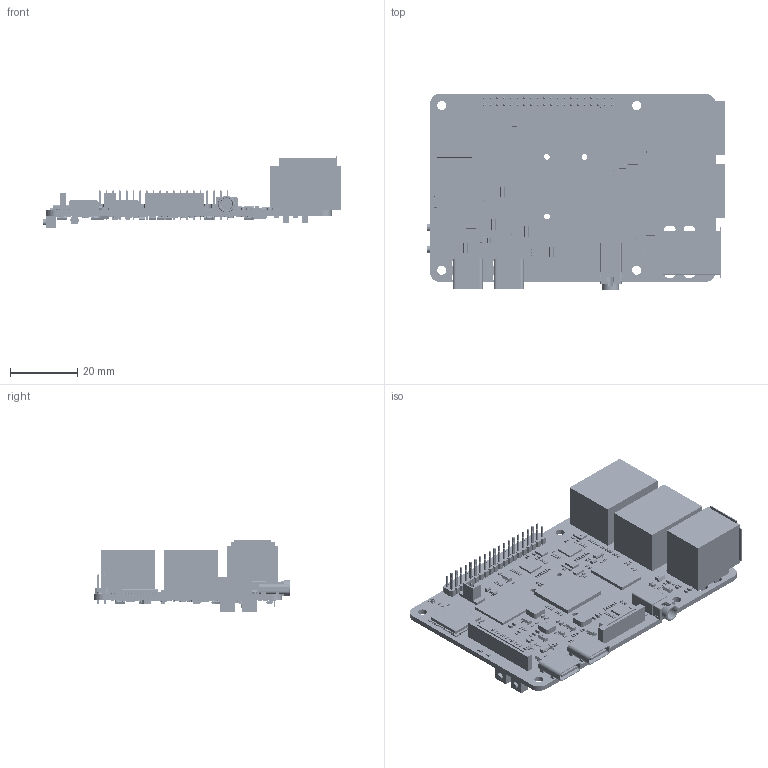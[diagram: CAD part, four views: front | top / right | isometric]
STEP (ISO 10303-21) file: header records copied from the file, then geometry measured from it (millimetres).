
FILE_DESCRIPTION((''),'2;1');
FILE_NAME('MODEL-S-PCBA_ASM','2024-05-24T15:34:20',('煌煌'),(''),'CREO PARAMETRIC BY PTC INC, 2018050','CREO PARAMETRIC BY PTC INC, 2018050','');
FILE_SCHEMA(('AUTOMOTIVE_DESIGN { 1 0 10303 214 1 1 1 1 }'));
Products named in the file (42): MODEL-S-PCB-TOP; MODEL-S-PCB-BOT; 16P-90D-TYPC; PJ342; WANGKOU-1; BREP_265; BREP_396; BREP_404; ASM0001_ASM; TIANXIAN-ZUOZI; 40PIN-FPC-PAIZUO; 24PIN-FPC-PAIZUO; IC-01; IC-02; IC-03; IC-04; SWTICH-C; USB____; 2PIN-1D25; U517-IC; ESD0402; SOT-23-5-IC; JEU0524P-IC; SOT-323-MOS-GUAN; SOT-23-SANJIGUAN; SOD-123-ERJIBUAN; PTC-1206SMD; SMA-TVS-GUAN; SOT-23-IC; JITI-3225; SWPA252012S; RC0402; C0402; C0603; SOD-323-TVS; RC0603; GONGLVDIANGAN; IC-4X4; JITI-3215; LVSHAI-LED ...
Assembly tree (560 placements, depth 3):
  MODEL-S-PCBA_ASM
    MODEL-S-PCB-TOP
    MODEL-S-PCB-BOT
    16P-90D-TYPC  x2
    PJ342
    WANGKOU-1  x2
    BREP_265  x20
    ASM0001_ASM
      BREP_396
      BREP_404
    TIANXIAN-ZUOZI
    40PIN-FPC-PAIZUO
    24PIN-FPC-PAIZUO
    IC-01
    IC-02
    IC-03
    IC-04  x2
    SWTICH-C  x2
    USB____
    2PIN-1D25
    U517-IC
    ESD0402  x13
    SOT-23-5-IC  x11
    JEU0524P-IC  x3
    SOT-323-MOS-GUAN  x7
    SOT-23-SANJIGUAN  x5
    SOD-123-ERJIBUAN  x2
    PTC-1206SMD
    SMA-TVS-GUAN
    SOT-23-IC  x3
    JITI-3225  x4
    SWPA252012S
    RC0402  x226
    C0402  x189
    C0603  x37
    SOD-323-TVS  x4
    RC0603  x3
    GONGLVDIANGAN  x3
    IC-4X4
    JITI-3215
    LVSHAI-LED
    LVSHAI-LED-1
Bounding box: 88.5 x 58.47 x 21.71 mm (x, y, z)
Volume: 17222.3 mm3; surface area: 26508.6 mm2
Topology: 584 solids, 584 shells, 30803 faces, 84832 edges, 56478 vertices
Faces by surface type: plane 29338, cylinder 1453, torus 6, cone 6
Entity records: 102817 total; most frequent: CARTESIAN_POINT 17453, ORIENTED_EDGE 15914, DIRECTION 15651, EDGE_CURVE 7957, VECTOR 7217, LINE 7217, VERTEX_POINT 5291, AXIS2_PLACEMENT_3D 4217
